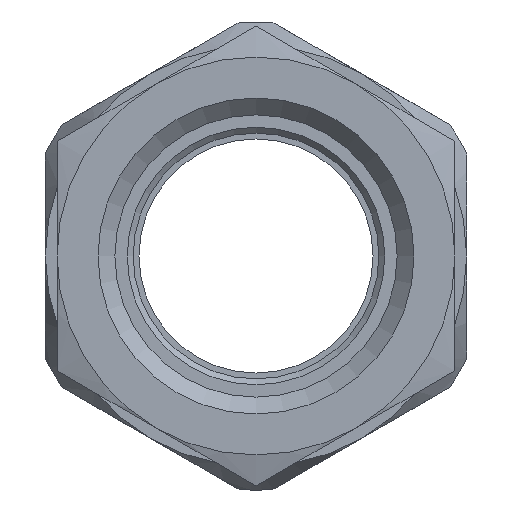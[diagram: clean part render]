
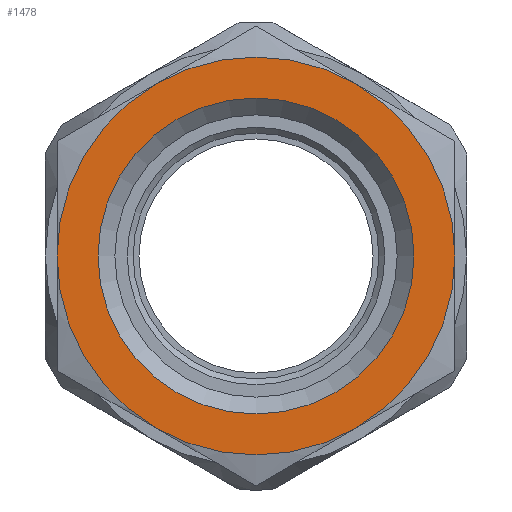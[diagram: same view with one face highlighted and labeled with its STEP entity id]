
A CAD part, left-side view. The second image highlights one B-rep face of the part: STEP entity #1478.
In plain terms, the highlighted planar face has unit normal (-1, 0, 0).
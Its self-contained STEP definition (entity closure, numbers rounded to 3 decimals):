
#68=FACE_BOUND('',#401,.T.);
#87=PLANE('',#1677);
#304=FACE_OUTER_BOUND('',#400,.T.);
#400=EDGE_LOOP('',(#1234,#1235,#1236,#1237,#1238,#1239));
#401=EDGE_LOOP('',(#1240,#1241));
#535=CIRCLE('',#1678,17.);
#536=CIRCLE('',#1679,17.);
#537=CIRCLE('',#1680,17.);
#538=CIRCLE('',#1681,17.);
#539=CIRCLE('',#1682,17.);
#540=CIRCLE('',#1683,17.);
#541=CIRCLE('',#1684,13.5);
#542=CIRCLE('',#1685,13.5);
#675=VERTEX_POINT('',#2594);
#676=VERTEX_POINT('',#2595);
#677=VERTEX_POINT('',#2597);
#678=VERTEX_POINT('',#2599);
#679=VERTEX_POINT('',#2601);
#680=VERTEX_POINT('',#2603);
#681=VERTEX_POINT('',#2606);
#682=VERTEX_POINT('',#2607);
#871=EDGE_CURVE('',#675,#676,#535,.T.);
#872=EDGE_CURVE('',#676,#677,#536,.T.);
#873=EDGE_CURVE('',#677,#678,#537,.T.);
#874=EDGE_CURVE('',#678,#679,#538,.T.);
#875=EDGE_CURVE('',#679,#680,#539,.T.);
#876=EDGE_CURVE('',#680,#675,#540,.T.);
#877=EDGE_CURVE('',#681,#682,#541,.T.);
#878=EDGE_CURVE('',#682,#681,#542,.T.);
#1234=ORIENTED_EDGE('',*,*,#871,.T.);
#1235=ORIENTED_EDGE('',*,*,#872,.T.);
#1236=ORIENTED_EDGE('',*,*,#873,.T.);
#1237=ORIENTED_EDGE('',*,*,#874,.T.);
#1238=ORIENTED_EDGE('',*,*,#875,.T.);
#1239=ORIENTED_EDGE('',*,*,#876,.T.);
#1240=ORIENTED_EDGE('',*,*,#877,.T.);
#1241=ORIENTED_EDGE('',*,*,#878,.T.);
#1478=ADVANCED_FACE('',(#304,#68),#87,.T.);
#1677=AXIS2_PLACEMENT_3D('',#2593,#2067,#2068);
#1678=AXIS2_PLACEMENT_3D('',#2596,#2069,#2070);
#1679=AXIS2_PLACEMENT_3D('',#2598,#2071,#2072);
#1680=AXIS2_PLACEMENT_3D('',#2600,#2073,#2074);
#1681=AXIS2_PLACEMENT_3D('',#2602,#2075,#2076);
#1682=AXIS2_PLACEMENT_3D('',#2604,#2077,#2078);
#1683=AXIS2_PLACEMENT_3D('',#2605,#2079,#2080);
#1684=AXIS2_PLACEMENT_3D('',#2608,#2081,#2082);
#1685=AXIS2_PLACEMENT_3D('',#2609,#2083,#2084);
#2067=DIRECTION('center_axis',(-1.,0.,0.));
#2068=DIRECTION('ref_axis',(0.,-0.5,0.866));
#2069=DIRECTION('center_axis',(-1.,0.,0.));
#2070=DIRECTION('ref_axis',(0.,-0.5,0.866));
#2071=DIRECTION('center_axis',(-1.,0.,0.));
#2072=DIRECTION('ref_axis',(0.,-0.5,0.866));
#2073=DIRECTION('center_axis',(-1.,0.,0.));
#2074=DIRECTION('ref_axis',(0.,-0.5,0.866));
#2075=DIRECTION('center_axis',(-1.,0.,0.));
#2076=DIRECTION('ref_axis',(0.,-0.5,0.866));
#2077=DIRECTION('center_axis',(-1.,0.,0.));
#2078=DIRECTION('ref_axis',(0.,-0.5,0.866));
#2079=DIRECTION('center_axis',(-1.,0.,0.));
#2080=DIRECTION('ref_axis',(0.,-0.5,0.866));
#2081=DIRECTION('center_axis',(1.,0.,0.));
#2082=DIRECTION('ref_axis',(0.,-0.866,-0.5));
#2083=DIRECTION('center_axis',(1.,0.,0.));
#2084=DIRECTION('ref_axis',(0.,-0.866,-0.5));
#2593=CARTESIAN_POINT('Origin',(-75.5,-4.25,7.361));
#2594=CARTESIAN_POINT('',(-75.5,-8.5,14.722));
#2595=CARTESIAN_POINT('',(-75.5,8.5,14.722));
#2596=CARTESIAN_POINT('Origin',(-75.5,0.,0.));
#2597=CARTESIAN_POINT('',(-75.5,17.,0.));
#2598=CARTESIAN_POINT('Origin',(-75.5,0.,0.));
#2599=CARTESIAN_POINT('',(-75.5,8.5,-14.722));
#2600=CARTESIAN_POINT('Origin',(-75.5,0.,0.));
#2601=CARTESIAN_POINT('',(-75.5,-8.5,-14.722));
#2602=CARTESIAN_POINT('Origin',(-75.5,0.,0.));
#2603=CARTESIAN_POINT('',(-75.5,-17.,0.));
#2604=CARTESIAN_POINT('Origin',(-75.5,0.,0.));
#2605=CARTESIAN_POINT('Origin',(-75.5,0.,0.));
#2606=CARTESIAN_POINT('',(-75.5,-11.691,-6.75));
#2607=CARTESIAN_POINT('',(-75.5,11.691,6.75));
#2608=CARTESIAN_POINT('Origin',(-75.5,0.,0.));
#2609=CARTESIAN_POINT('Origin',(-75.5,0.,0.));
